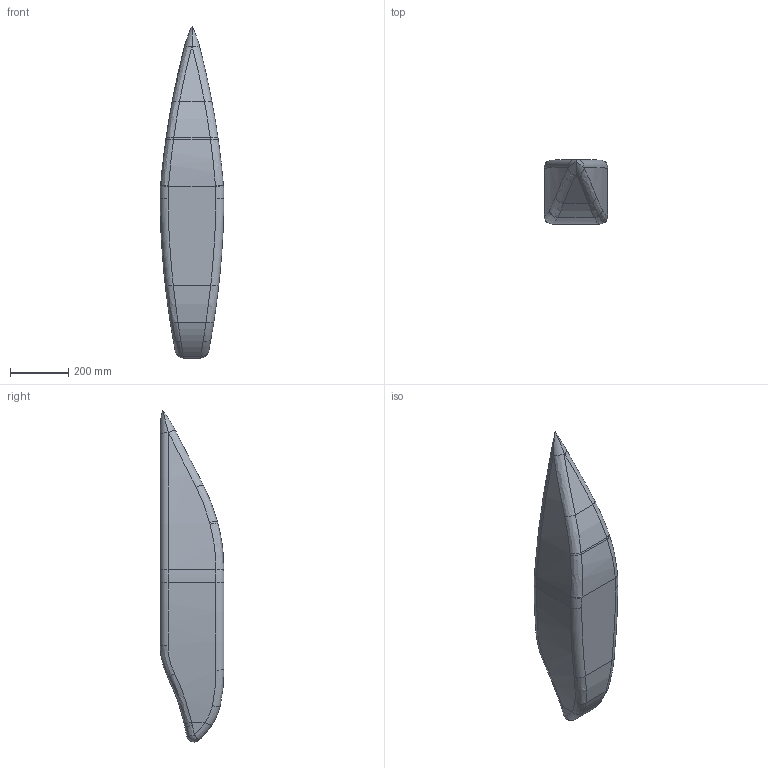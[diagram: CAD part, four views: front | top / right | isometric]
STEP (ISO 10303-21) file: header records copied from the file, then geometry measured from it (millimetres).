
FILE_DESCRIPTION(/* description */ (''),/* implementation_level */ '2;1');
FILE_NAME(/* name */ 'yet another fuselage _3 v12.step',/* time_stamp */ '2021-07-11T14:23:40+06:00',/* author */ (''),/* organization */ (''),/* preprocessor_version */ 'ST-DEVELOPER v18.1',/* originating_system */ 'Autodesk Translation Framework v10.9.0.1377',/* authorisation */ '');
FILE_SCHEMA (('AUTOMOTIVE_DESIGN { 1 0 10303 214 3 1 1 }'));
Length unit declared in the file: centimetre
Products named in the file (1): yet another fuselage :3
Bounding box: 219.83 x 220 x 1141.38 mm (x, y, z)
Volume: 32685001.1 mm3; surface area: 698869.4 mm2
Topology: 1 solids, 1 shells, 64 faces, 149 edges, 85 vertices
Faces by surface type: bspline 26, cylinder 19, torus 12, plane 7
Entity records: 3047 total; most frequent: CARTESIAN_POINT 1682, ORIENTED_EDGE 294, DIRECTION 257, EDGE_CURVE 147, AXIS2_PLACEMENT_3D 115, VERTEX_POINT 85, FACE_OUTER_BOUND 64, EDGE_LOOP 64
